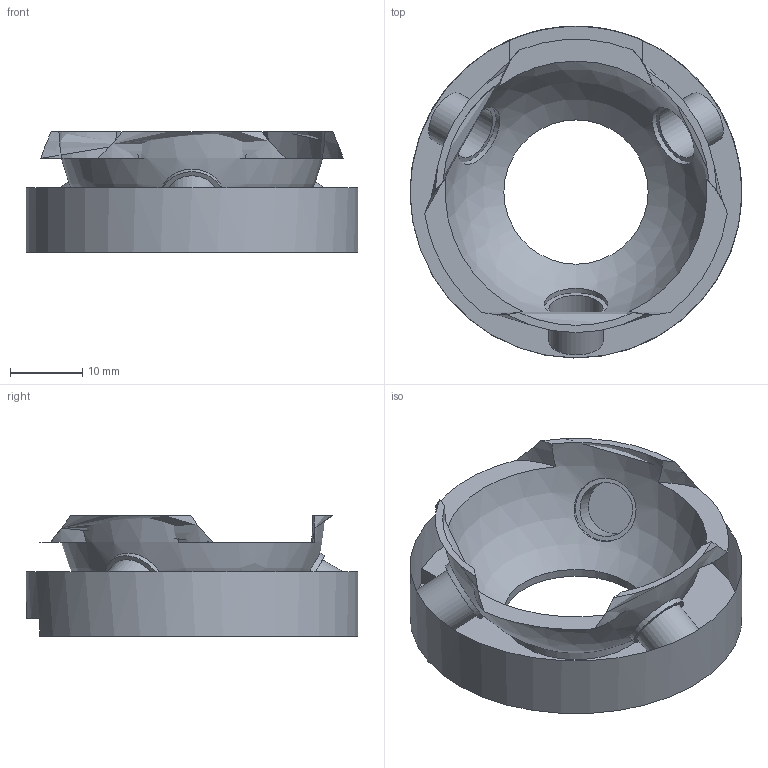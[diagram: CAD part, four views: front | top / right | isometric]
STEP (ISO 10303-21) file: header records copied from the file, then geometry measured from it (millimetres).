
FILE_DESCRIPTION(/* description */ (''),/* implementation_level */ '2;1');
FILE_NAME(/* name */ 'trackball-housing-trimmed.step',/* time_stamp */ '2022-11-08T14:48:01-08:00',/* author */ (''),/* organization */ (''),/* preprocessor_version */ 'ST-DEVELOPER v19.2',/* originating_system */ 'Autodesk Translation Framework v11.17.0.187',/* authorisation */ '');
FILE_SCHEMA (('AUTOMOTIVE_DESIGN { 1 0 10303 214 3 1 1 }'));
Length unit declared in the file: millimetre
Products named in the file (1): FusionComponent
Bounding box: 46 x 46 x 16.7 mm (x, y, z)
Volume: 11147.6 mm3; surface area: 5967.9 mm2
Topology: 1 solids, 1 shells, 35 faces, 82 edges, 54 vertices
Faces by surface type: plane 18, cylinder 15, sphere 1, cone 1
Full cylindrical faces by diameter (mm): 7.5 x3, 8.8 x3, 20 x1, 46 x1
Entity records: 1095 total; most frequent: CARTESIAN_POINT 220, DIRECTION 189, ORIENTED_EDGE 164, AXIS2_PLACEMENT_3D 83, EDGE_CURVE 82, VERTEX_POINT 54, CIRCLE 47, EDGE_LOOP 42
